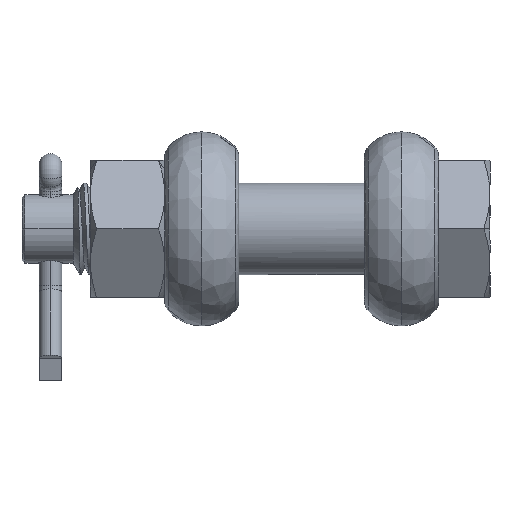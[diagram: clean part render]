
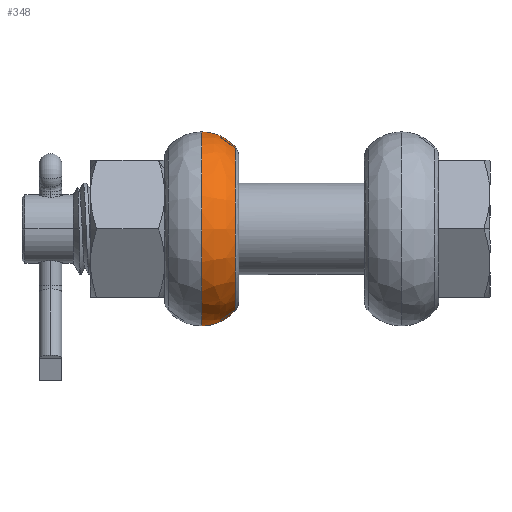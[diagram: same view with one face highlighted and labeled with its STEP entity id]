
A CAD part, front view. The second image highlights one B-rep face of the part: STEP entity #348.
In plain terms, the highlighted free-form (B-spline) face has degree [3, 3] with [4, 4] control points.
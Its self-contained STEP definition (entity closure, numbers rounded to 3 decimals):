
#348=ADVANCED_FACE('NONE',(#1296),#1297,.F.);
#1296=FACE_OUTER_BOUND('',#6776,.T.);
#1297=(B_SPLINE_SURFACE(3,3,((#6778,#6779,#6780,#6781),(#6782,#6783,#6784,#6785),(#6786,#6787,#6788,#6789),(#6790,#6791,#6792,#6793)),.UNSPECIFIED.,.F.,.F.,.F.)B_SPLINE_SURFACE_WITH_KNOTS((4,4),(4,4),(0.0,1.0),(0.0,1.0),.UNSPECIFIED.)RATIONAL_B_SPLINE_SURFACE(((1.0,0.333,0.333,1.0),(0.941,0.314,0.314,0.941),(0.941,0.314,0.314,0.941),(1.0,0.333,0.333,1.0)))BOUNDED_SURFACE()REPRESENTATION_ITEM('')GEOMETRIC_REPRESENTATION_ITEM()SURFACE());
#6776=EDGE_LOOP('',(#14870,#14871,#14872,#14873));
#6778=CARTESIAN_POINT('',(-11.65,0.,-14.359));
#6779=CARTESIAN_POINT('',(-11.65,-28.718,-14.359));
#6780=CARTESIAN_POINT('',(-11.65,-28.718,14.359));
#6781=CARTESIAN_POINT('',(-11.65,0.,14.359));
#6782=CARTESIAN_POINT('',(-13.154,0.,-16.065));
#6783=CARTESIAN_POINT('',(-13.154,-32.129,-16.065));
#6784=CARTESIAN_POINT('',(-13.154,-32.129,16.065));
#6785=CARTESIAN_POINT('',(-13.154,0.,16.065));
#6786=CARTESIAN_POINT('',(-15.226,0.,-17.));
#6787=CARTESIAN_POINT('',(-15.226,-34.,-17.));
#6788=CARTESIAN_POINT('',(-15.226,-34.,17.));
#6789=CARTESIAN_POINT('',(-15.226,0.,17.));
#6790=CARTESIAN_POINT('',(-17.5,0.,-17.));
#6791=CARTESIAN_POINT('',(-17.5,-34.,-17.));
#6792=CARTESIAN_POINT('',(-17.5,-34.,17.));
#6793=CARTESIAN_POINT('',(-17.5,0.,17.));
#14870=ORIENTED_EDGE('',*,*,#18817,.T.);
#14871=ORIENTED_EDGE('',*,*,#18818,.T.);
#14872=ORIENTED_EDGE('',*,*,#18765,.F.);
#14873=ORIENTED_EDGE('',*,*,#18819,.T.);
#18765=EDGE_CURVE('NONE',#21458,#21460,#21461,.T.);
#18817=EDGE_CURVE('NONE',#21554,#21555,#21556,.T.);
#18818=EDGE_CURVE('NONE',#21555,#21460,#21557,.T.);
#18819=EDGE_CURVE('NONE',#21458,#21554,#21558,.T.);
#21458=VERTEX_POINT('NONE',#30456);
#21460=VERTEX_POINT('NONE',#30458);
#21461=CIRCLE('',#30459,14.359);
#21554=VERTEX_POINT('NONE',#30812);
#21555=VERTEX_POINT('NONE',#30813);
#21556=CIRCLE('',#30814,17.0);
#21557=CIRCLE('',#30815,7.8);
#21558=CIRCLE('',#30816,7.8);
#30456=CARTESIAN_POINT('',(-11.65,0.,14.359));
#30458=CARTESIAN_POINT('',(-11.65,0.,-14.359));
#30459=AXIS2_PLACEMENT_3D('',#36813,#36814,#36815);
#30812=CARTESIAN_POINT('',(-17.5,0.,17.));
#30813=CARTESIAN_POINT('',(-17.5,0.,-17.));
#30814=AXIS2_PLACEMENT_3D('',#36836,#36837,#36838);
#30815=AXIS2_PLACEMENT_3D('',#36839,#36840,#36841);
#30816=AXIS2_PLACEMENT_3D('',#36842,#36843,#36844);
#36813=CARTESIAN_POINT('',(-11.65,0.0,0.0));
#36814=DIRECTION('',(1.0,-0.0,0.0));
#36815=DIRECTION('',(0.0,0.,-1.0));
#36836=CARTESIAN_POINT('',(-17.5,0.0,0.0));
#36837=DIRECTION('',(1.0,-0.0,0.0));
#36838=DIRECTION('',(0.0,0.,-1.0));
#36839=CARTESIAN_POINT('',(-17.5,0.,-9.2));
#36840=DIRECTION('',(0.,-1.0,0.));
#36841=DIRECTION('',(0.,0.,-1.0));
#36842=CARTESIAN_POINT('',(-17.5,0.0,9.2));
#36843=DIRECTION('',(0.0,-1.0,0.0));
#36844=DIRECTION('',(0.0,0.0,-1.0));
